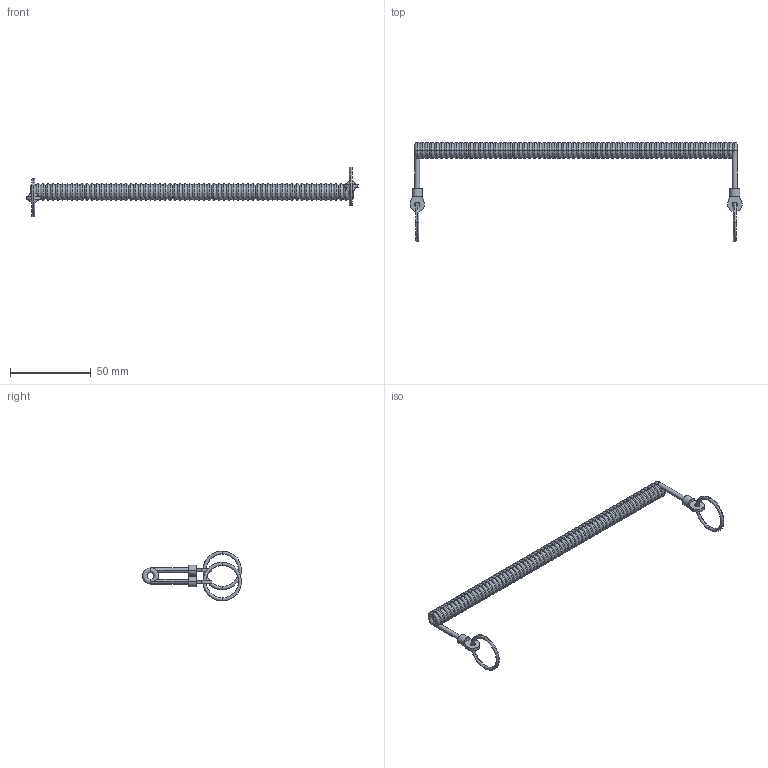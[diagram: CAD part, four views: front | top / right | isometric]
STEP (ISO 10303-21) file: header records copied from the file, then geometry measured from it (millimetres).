
FILE_DESCRIPTION(('STEP AP214'),'1');
FILE_NAME('HALDERN_EH_22400_0982.stp','2017-11-08T12:42:44',('TraceParts'),('TraceParts S.A.'),'Spatial InterOp 3D',' ',' ');
FILE_SCHEMA(('automotive_design'));
Length unit declared in the file: millimetre
Products named in the file (3): HALDERN_EH_22400_0982_1; HALDERN_EH_22400_0982_2; HALDERN_EH_22400_0982_3
Bounding box: 205.98 x 61.5 x 31 mm (x, y, z)
Volume: 11565.8 mm3; surface area: 15427.6 mm2
Topology: 3 solids, 3 shells, 432 faces, 1143 edges, 715 vertices
Faces by surface type: torus 273, cylinder 146, plane 13
Entity records: 24112 total; most frequent: CARTESIAN_POINT 9989, ORIENTED_EDGE 2286, DIRECTION 2200, EDGE_CURVE 1143, AXIS2_PLACEMENT_3D 1018, VERTEX_POINT 715, CIRCLE 583, EDGE_LOOP 570
